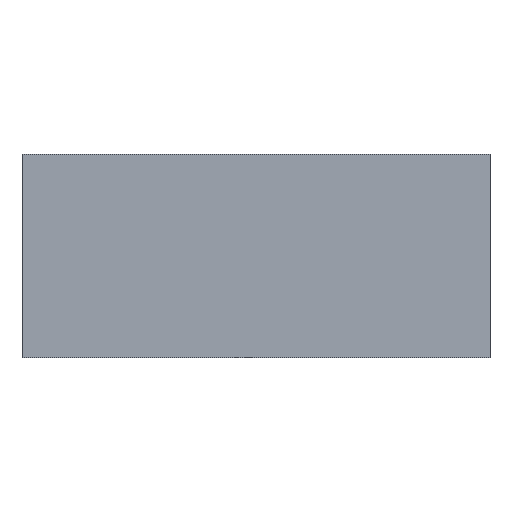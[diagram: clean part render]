
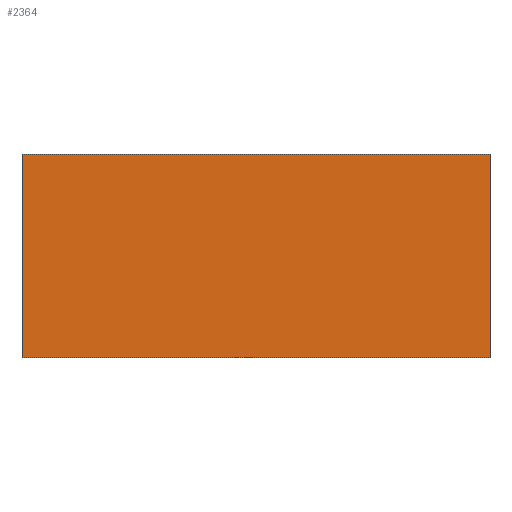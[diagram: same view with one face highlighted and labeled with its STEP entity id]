
A CAD part, front view. The second image highlights one B-rep face of the part: STEP entity #2364.
In plain terms, the highlighted free-form (B-spline) face has degree [1, 1] with [2, 2] control points.
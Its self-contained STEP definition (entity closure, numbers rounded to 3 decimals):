
#684 = VERTEX_POINT('',#685);
#685 = CARTESIAN_POINT('',(56.412,-121.411,
    48.051));
#698 = VERTEX_POINT('',#699);
#699 = CARTESIAN_POINT('',(-54.158,-121.411,
    48.051));
#704 = EDGE_CURVE('',#698,#684,#705,.T.);
#705 = B_SPLINE_CURVE_WITH_KNOTS('',1,(#706,#707),.UNSPECIFIED.,.F.,.F.,
  (2,2),(0.,84.22),.PIECEWISE_BEZIER_KNOTS.);
#706 = CARTESIAN_POINT('',(-54.158,-121.411,
    48.051));
#707 = CARTESIAN_POINT('',(56.412,-121.411,
    48.051));
#2343 = VERTEX_POINT('',#2344);
#2344 = CARTESIAN_POINT('',(-54.158,-121.411,0.));
#2349 = EDGE_CURVE('',#698,#2343,#2350,.T.);
#2350 = B_SPLINE_CURVE_WITH_KNOTS('',1,(#2351,#2352),.UNSPECIFIED.,.F.,
  .F.,(2,2),(-0.,36.6),.PIECEWISE_BEZIER_KNOTS.);
#2351 = CARTESIAN_POINT('',(-54.158,-121.411,
    48.051));
#2352 = CARTESIAN_POINT('',(-54.158,-121.411,0.));
#2364 = ADVANCED_FACE('',(#2365),#2381,.F.);
#2365 = FACE_BOUND('',#2366,.T.);
#2366 = EDGE_LOOP('',(#2367,#2374,#2379,#2380));
#2367 = ORIENTED_EDGE('',*,*,#2368,.T.);
#2368 = EDGE_CURVE('',#2343,#2369,#2371,.T.);
#2369 = VERTEX_POINT('',#2370);
#2370 = CARTESIAN_POINT('',(56.412,-121.411,0.));
#2371 = B_SPLINE_CURVE_WITH_KNOTS('',1,(#2372,#2373),.UNSPECIFIED.,.F.,
  .F.,(2,2),(0.,84.22),.PIECEWISE_BEZIER_KNOTS.);
#2372 = CARTESIAN_POINT('',(-54.158,-121.411,0.));
#2373 = CARTESIAN_POINT('',(56.412,-121.411,0.));
#2374 = ORIENTED_EDGE('',*,*,#2375,.T.);
#2375 = EDGE_CURVE('',#2369,#684,#2376,.T.);
#2376 = B_SPLINE_CURVE_WITH_KNOTS('',1,(#2377,#2378),.UNSPECIFIED.,.F.,
  .F.,(2,2),(0.,36.6),.PIECEWISE_BEZIER_KNOTS.);
#2377 = CARTESIAN_POINT('',(56.412,-121.411,0.));
#2378 = CARTESIAN_POINT('',(56.412,-121.411,
    48.051));
#2379 = ORIENTED_EDGE('',*,*,#704,.F.);
#2380 = ORIENTED_EDGE('',*,*,#2349,.T.);
#2381 = B_SPLINE_SURFACE_WITH_KNOTS('',1,1,(
    (#2382,#2383)
    ,(#2384,#2385
    )),.UNSPECIFIED.,.F.,.F.,.F.,(2,2),(2,2),(-36.6,0.),(0.,84.22),
  .PIECEWISE_BEZIER_KNOTS.);
#2382 = CARTESIAN_POINT('',(-54.158,-121.411,0.));
#2383 = CARTESIAN_POINT('',(56.412,-121.411,0.));
#2384 = CARTESIAN_POINT('',(-54.158,-121.411,
    48.051));
#2385 = CARTESIAN_POINT('',(56.412,-121.411,
    48.051));
